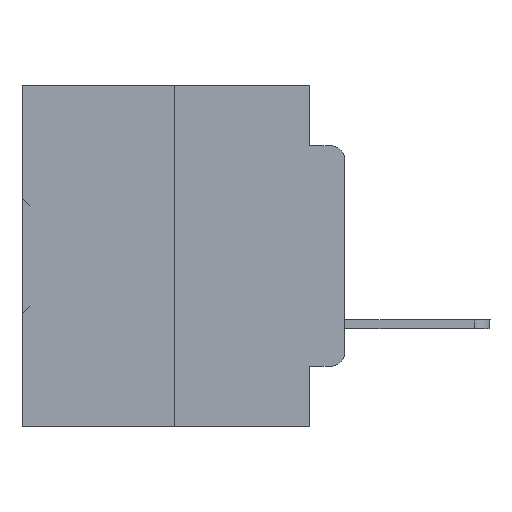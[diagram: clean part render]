
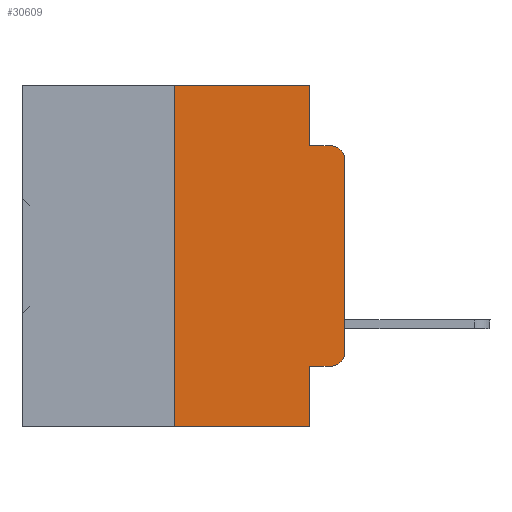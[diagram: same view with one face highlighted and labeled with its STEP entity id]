
A CAD part, left-side view. The second image highlights one B-rep face of the part: STEP entity #30609.
In plain terms, the highlighted planar face has unit normal (-1, 0, 0).
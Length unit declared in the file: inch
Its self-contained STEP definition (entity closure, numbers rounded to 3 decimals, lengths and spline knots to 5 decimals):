
#78 = ORIENTED_EDGE ( 'NONE', *, *, #304, .F. ) ;
#229 = EDGE_CURVE ( 'NONE', #7344, #4179, #25542, .T. ) ;
#304 = EDGE_CURVE ( 'NONE', #18044, #11705, #3450, .T. ) ;
#590 = DIRECTION ( 'NONE',  ( 0., 0., -1. ) ) ;
#907 = LINE ( 'NONE', #24242, #27716 ) ;
#1113 = AXIS2_PLACEMENT_3D ( 'NONE', #8618, #11663, #32015 ) ;
#1246 = CARTESIAN_POINT ( 'NONE',  ( 0., 0.02, -0.3915 ) ) ;
#1950 = VERTEX_POINT ( 'NONE', #3770 ) ;
#1968 = DIRECTION ( 'NONE',  ( 0., -1., 0. ) ) ;
#2154 = ORIENTED_EDGE ( 'NONE', *, *, #22795, .T. ) ;
#2508 = EDGE_CURVE ( 'NONE', #29895, #10721, #25038, .T. ) ;
#2525 = ORIENTED_EDGE ( 'NONE', *, *, #2508, .T. ) ;
#3009 = EDGE_CURVE ( 'NONE', #1950, #8128, #13360, .T. ) ;
#3450 = LINE ( 'NONE', #23546, #29879 ) ;
#3472 = LINE ( 'NONE', #27014, #5112 ) ;
#3485 = ORIENTED_EDGE ( 'NONE', *, *, #29345, .F. ) ;
#3629 = CARTESIAN_POINT ( 'NONE',  ( 0., 0.02, -0.1085 ) ) ;
#3770 = CARTESIAN_POINT ( 'NONE',  ( 0., 0.25, -0.5 ) ) ;
#4069 = ORIENTED_EDGE ( 'NONE', *, *, #33442, .F. ) ;
#4179 = VERTEX_POINT ( 'NONE', #16591 ) ;
#5112 = VECTOR ( 'NONE', #24122, 39.37008 ) ;
#5156 = CARTESIAN_POINT ( 'NONE',  ( 0., 0.051, -0.4115 ) ) ;
#5908 = DIRECTION ( 'NONE',  ( 0., 0., 1. ) ) ;
#5964 = AXIS2_PLACEMENT_3D ( 'NONE', #3629, #33110, #590 ) ;
#6095 = CARTESIAN_POINT ( 'NONE',  ( 0., 0., 0. ) ) ;
#6457 = LINE ( 'NONE', #28886, #34760 ) ;
#7344 = VERTEX_POINT ( 'NONE', #21897 ) ;
#7360 = EDGE_CURVE ( 'NONE', #31806, #8128, #907, .T. ) ;
#7516 = VECTOR ( 'NONE', #1968, 39.37008 ) ;
#8128 = VERTEX_POINT ( 'NONE', #19920 ) ;
#8618 = CARTESIAN_POINT ( 'NONE',  ( 0., 0.473, 0. ) ) ;
#9136 = AXIS2_PLACEMENT_3D ( 'NONE', #1246, #18831, #24775 ) ;
#9338 = DIRECTION ( 'NONE',  ( 0., -1., 0. ) ) ;
#9486 = DIRECTION ( 'NONE',  ( 0., 0., -1. ) ) ;
#9752 = CARTESIAN_POINT ( 'NONE',  ( 0., 0.25, 0. ) ) ;
#10721 = VERTEX_POINT ( 'NONE', #28994 ) ;
#11663 = DIRECTION ( 'NONE',  ( 1., 0., 0. ) ) ;
#11705 = VERTEX_POINT ( 'NONE', #19454 ) ;
#12763 = DIRECTION ( 'NONE',  ( 0., -1., 0. ) ) ;
#13010 = VERTEX_POINT ( 'NONE', #17134 ) ;
#13360 = LINE ( 'NONE', #25251, #20194 ) ;
#14767 = EDGE_LOOP ( 'NONE', ( #28277, #16969, #4069, #36302, #78, #3485, #29682, #33824, #2154, #2525 ) ) ;
#16591 = CARTESIAN_POINT ( 'NONE',  ( 0., 0.02, -0.0885 ) ) ;
#16969 = ORIENTED_EDGE ( 'NONE', *, *, #229, .T. ) ;
#17063 = LINE ( 'NONE', #28219, #7516 ) ;
#17134 = CARTESIAN_POINT ( 'NONE',  ( 0., 0.051, -0.0885 ) ) ;
#18044 = VERTEX_POINT ( 'NONE', #9752 ) ;
#18831 = DIRECTION ( 'NONE',  ( -1., 0., 0. ) ) ;
#19454 = CARTESIAN_POINT ( 'NONE',  ( 0., 0.051, 0. ) ) ;
#19920 = CARTESIAN_POINT ( 'NONE',  ( 0., 0.051, -0.5 ) ) ;
#20194 = VECTOR ( 'NONE', #36949, 39.37008 ) ;
#21897 = CARTESIAN_POINT ( 'NONE',  ( 0., 0., -0.1085 ) ) ;
#22160 = LINE ( 'NONE', #33865, #29446 ) ;
#22795 = EDGE_CURVE ( 'NONE', #31806, #29895, #17063, .T. ) ;
#23429 = EDGE_CURVE ( 'NONE', #10721, #7344, #32350, .T. ) ;
#23546 = CARTESIAN_POINT ( 'NONE',  ( 0., 0.473, 0. ) ) ;
#24122 = DIRECTION ( 'NONE',  ( 0., 0., -1. ) ) ;
#24242 = CARTESIAN_POINT ( 'NONE',  ( 0., 0.051, 0. ) ) ;
#24775 = DIRECTION ( 'NONE',  ( 0., 0., -1. ) ) ;
#24878 = EDGE_CURVE ( 'NONE', #11705, #13010, #3472, .T. ) ;
#25038 = CIRCLE ( 'NONE', #9136, 0.02 ) ;
#25251 = CARTESIAN_POINT ( 'NONE',  ( 0., 0.473, -0.5 ) ) ;
#25542 = CIRCLE ( 'NONE', #5964, 0.02 ) ;
#26394 = DIRECTION ( 'NONE',  ( 0., 0., 1. ) ) ;
#27014 = CARTESIAN_POINT ( 'NONE',  ( 0., 0.051, 0. ) ) ;
#27716 = VECTOR ( 'NONE', #9486, 39.37008 ) ;
#28219 = CARTESIAN_POINT ( 'NONE',  ( 0., 0.051, -0.4115 ) ) ;
#28277 = ORIENTED_EDGE ( 'NONE', *, *, #23429, .T. ) ;
#28886 = CARTESIAN_POINT ( 'NONE',  ( 0., 0.25, 0. ) ) ;
#28994 = CARTESIAN_POINT ( 'NONE',  ( 0., 0., -0.3915 ) ) ;
#29345 = EDGE_CURVE ( 'NONE', #1950, #18044, #6457, .T. ) ;
#29446 = VECTOR ( 'NONE', #12763, 39.37008 ) ;
#29682 = ORIENTED_EDGE ( 'NONE', *, *, #3009, .T. ) ;
#29879 = VECTOR ( 'NONE', #9338, 39.37008 ) ;
#29895 = VERTEX_POINT ( 'NONE', #35897 ) ;
#30609 = ADVANCED_FACE ( 'NONE', ( #34881 ), #31642, .F. ) ;
#31642 = PLANE ( 'NONE',  #1113 ) ;
#31806 = VERTEX_POINT ( 'NONE', #5156 ) ;
#32015 = DIRECTION ( 'NONE',  ( 0., 0., -1. ) ) ;
#32350 = LINE ( 'NONE', #6095, #35122 ) ;
#33110 = DIRECTION ( 'NONE',  ( -1., 0., 0. ) ) ;
#33442 = EDGE_CURVE ( 'NONE', #13010, #4179, #22160, .T. ) ;
#33824 = ORIENTED_EDGE ( 'NONE', *, *, #7360, .F. ) ;
#33865 = CARTESIAN_POINT ( 'NONE',  ( 0., 0.051, -0.0885 ) ) ;
#34760 = VECTOR ( 'NONE', #26394, 39.37008 ) ;
#34881 = FACE_OUTER_BOUND ( 'NONE', #14767, .T. ) ;
#35122 = VECTOR ( 'NONE', #5908, 39.37008 ) ;
#35897 = CARTESIAN_POINT ( 'NONE',  ( 0., 0.02, -0.4115 ) ) ;
#36302 = ORIENTED_EDGE ( 'NONE', *, *, #24878, .F. ) ;
#36949 = DIRECTION ( 'NONE',  ( 0., -1., 0. ) ) ;
